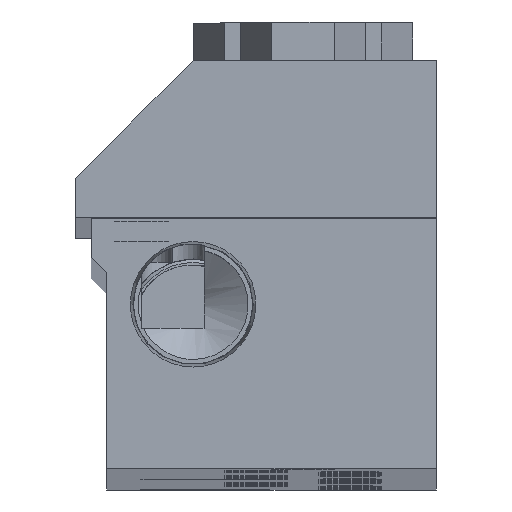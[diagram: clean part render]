
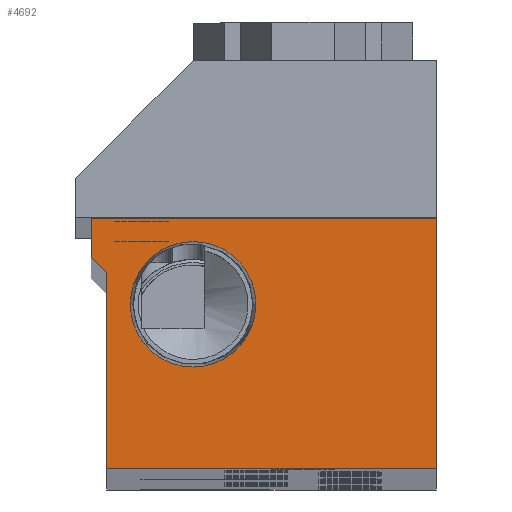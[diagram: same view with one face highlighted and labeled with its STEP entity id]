
A CAD part, top view. The second image highlights one B-rep face of the part: STEP entity #4692.
In plain terms, the highlighted planar face has unit normal (0, 0, 1).
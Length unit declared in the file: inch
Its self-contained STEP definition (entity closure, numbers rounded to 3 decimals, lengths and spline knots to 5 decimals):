
#216=CARTESIAN_POINT('',(-0.31246,0.66735,48.0));
#217=VERTEX_POINT('',#216);
#218=CARTESIAN_POINT('',(1.06254,0.66735,48.0));
#219=VERTEX_POINT('',#218);
#220=CARTESIAN_POINT('',(-0.31246,0.66735,48.0));
#221=DIRECTION('',(1.0,0.0,0.0));
#222=VECTOR('',#221,1.375);
#223=LINE('',#220,#222);
#224=EDGE_CURVE('',#217,#219,#223,.T.);
#3788=CARTESIAN_POINT('',(0.34379,0.3236,48.0));
#3789=VERTEX_POINT('',#3788);
#3790=CARTESIAN_POINT('',(0.09379,0.3236,48.0));
#3791=DIRECTION('',(0.0,0.0,-1.0));
#3792=DIRECTION('',(1.0,0.0,0.0));
#3793=AXIS2_PLACEMENT_3D('',#3790,#3791,#3792);
#3794=CIRCLE('',#3793,0.25);
#3795=EDGE_CURVE('',#3789,#3789,#3794,.T.);
#4385=CARTESIAN_POINT('',(1.06254,-0.33265,48.0));
#4386=VERTEX_POINT('',#4385);
#4387=CARTESIAN_POINT('',(1.06254,0.66735,48.0));
#4388=DIRECTION('',(0.0,-1.0,0.0));
#4389=VECTOR('',#4388,1.0);
#4390=LINE('',#4387,#4389);
#4391=EDGE_CURVE('',#219,#4386,#4390,.T.);
#4416=CARTESIAN_POINT('',(-0.24996,-0.33265,48.0));
#4417=VERTEX_POINT('',#4416);
#4418=CARTESIAN_POINT('',(1.06254,-0.33265,48.0));
#4419=DIRECTION('',(-1.0,0.0,0.0));
#4420=VECTOR('',#4419,1.3125);
#4421=LINE('',#4418,#4420);
#4422=EDGE_CURVE('',#4386,#4417,#4421,.T.);
#4597=CARTESIAN_POINT('',(-0.24996,0.4486,48.0));
#4598=VERTEX_POINT('',#4597);
#4599=CARTESIAN_POINT('',(-0.24996,-0.33265,48.0));
#4600=DIRECTION('',(0.0,1.0,0.0));
#4601=VECTOR('',#4600,0.78125);
#4602=LINE('',#4599,#4601);
#4603=EDGE_CURVE('',#4417,#4598,#4602,.T.);
#4628=CARTESIAN_POINT('',(-0.31246,0.5111,48.0));
#4629=VERTEX_POINT('',#4628);
#4630=CARTESIAN_POINT('',(-0.24996,0.4486,48.0));
#4631=DIRECTION('',(-0.707,0.707,0.0));
#4632=VECTOR('',#4631,0.08839);
#4633=LINE('',#4630,#4632);
#4634=EDGE_CURVE('',#4598,#4629,#4633,.T.);
#4659=CARTESIAN_POINT('',(-0.31246,0.5111,48.0));
#4660=DIRECTION('',(0.0,1.0,0.0));
#4661=VECTOR('',#4660,0.15625);
#4662=LINE('',#4659,#4661);
#4663=EDGE_CURVE('',#4629,#217,#4662,.T.);
#4676=CARTESIAN_POINT('',(0.39092,0.1757,48.0));
#4677=DIRECTION('',(0.0,0.0,1.0));
#4678=DIRECTION('',(1.0,0.0,0.0));
#4679=AXIS2_PLACEMENT_3D('',#4676,#4677,#4678);
#4680=PLANE('',#4679);
#4681=ORIENTED_EDGE('',*,*,#4391,.F.);
#4682=ORIENTED_EDGE('',*,*,#224,.F.);
#4683=ORIENTED_EDGE('',*,*,#4663,.F.);
#4684=ORIENTED_EDGE('',*,*,#4634,.F.);
#4685=ORIENTED_EDGE('',*,*,#4603,.F.);
#4686=ORIENTED_EDGE('',*,*,#4422,.F.);
#4687=EDGE_LOOP('',(#4681,#4682,#4683,#4684,#4685,#4686));
#4688=FACE_OUTER_BOUND('',#4687,.T.);
#4689=ORIENTED_EDGE('',*,*,#3795,.T.);
#4690=EDGE_LOOP('',(#4689));
#4691=FACE_BOUND('',#4690,.T.);
#4692=ADVANCED_FACE('',(#4688,#4691),#4680,.T.);
